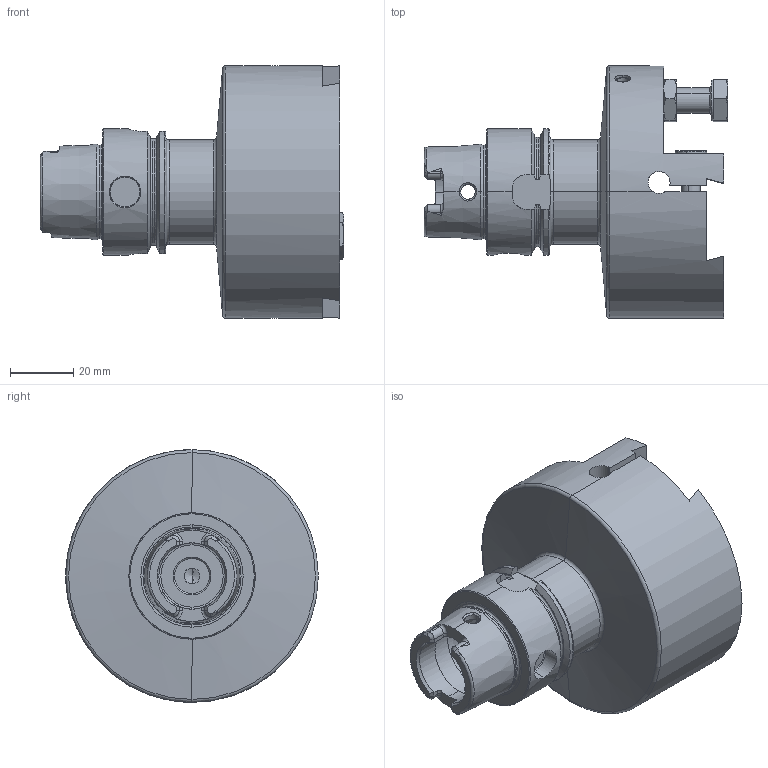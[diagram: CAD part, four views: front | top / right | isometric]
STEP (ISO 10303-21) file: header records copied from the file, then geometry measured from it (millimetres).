
FILE_DESCRIPTION (( 'STEP AP203' ), '1' );
FILE_NAME ('HA4-AM2.K11.075.STEP', '2012-06-18T15:37:14', ( 'baer' ), ( 'Hewlett-Packard Company' ), 'SwSTEP 2.0', 'SolidWorks 2012', '' );
FILE_SCHEMA (( 'CONFIG_CONTROL_DESIGN' ));
Length unit declared in the file: millimetre
Products named in the file (7): HA4-AM2.K11.075; ISO 4026 - M8 x 10_PreviewCfg; KVT_MB_600_050; ISO 4035 - M8_PreviewCfg; AM3-ER1.001.020_PreviewCfg; ISO 4762 - M6 x 16_PreviewCfg; HA4-AM2.K11.075_A
Assembly tree (9 placements, depth 2):
  HA4-AM2.K11.075
    HA4-AM2.K11.075_A
    ISO 4762 - M6 x 16_PreviewCfg  x3
    AM3-ER1.001.020_PreviewCfg
    ISO 4035 - M8_PreviewCfg
    KVT_MB_600_050  x2
    ISO 4026 - M8 x 10_PreviewCfg
Bounding box: 96.2 x 80 x 80 mm (x, y, z)
Volume: 182711 mm3; surface area: 40364.9 mm2
Topology: 11 solids, 11 shells, 462 faces, 1123 edges, 673 vertices
Faces by surface type: plane 149, cone 135, cylinder 119, torus 51, bspline 4, sphere 4
Entity records: 13601 total; most frequent: CARTESIAN_POINT 4028, ORIENTED_EDGE 1846, DIRECTION 1838, EDGE_CURVE 923, AXIS2_PLACEMENT_3D 736, VERTEX_POINT 568, EDGE_LOOP 409, ADVANCED_FACE 376
